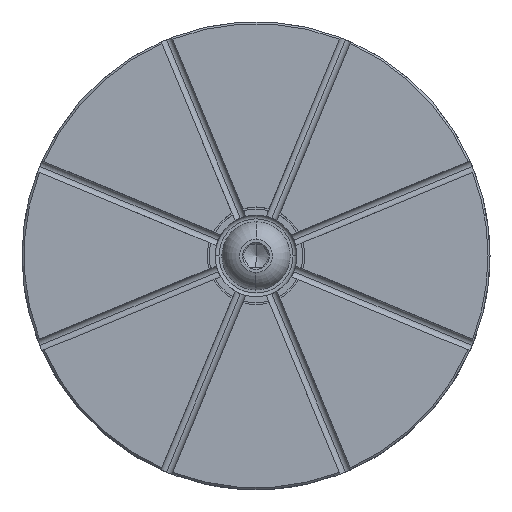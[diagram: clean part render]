
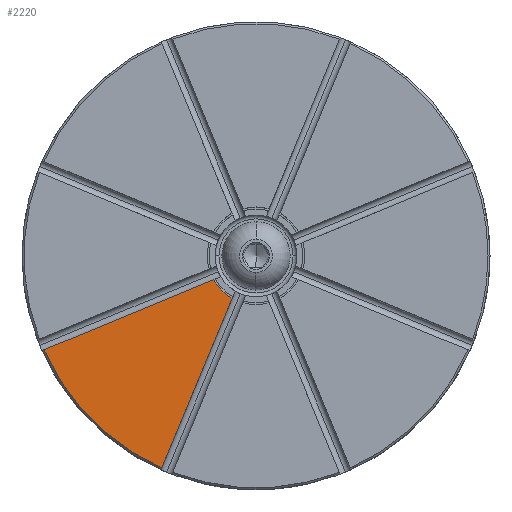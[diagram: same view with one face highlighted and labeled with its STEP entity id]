
A CAD part, top view. The second image highlights one B-rep face of the part: STEP entity #2220.
In plain terms, the highlighted planar face has unit normal (0, 0, 1).
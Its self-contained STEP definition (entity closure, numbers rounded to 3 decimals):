
#9 = AXIS2_PLACEMENT_3D ( 'NONE', #3866, #5103, #4027 ) ;
#433 = PLANE ( 'NONE',  #473 ) ;
#473 = AXIS2_PLACEMENT_3D ( 'NONE', #6507, #4199, #6665 ) ;
#496 = CIRCLE ( 'NONE', #7647, 59.5 ) ;
#521 = VERTEX_POINT ( 'NONE', #2118 ) ;
#535 = VECTOR ( 'NONE', #607, 1000. ) ;
#607 = DIRECTION ( 'NONE',  ( 0.383, 0.924, 0. ) ) ;
#897 = DIRECTION ( 'NONE',  ( 0., 0., 1. ) ) ;
#2118 = CARTESIAN_POINT ( 'NONE',  ( -24.148, -54.379, 40. ) ) ;
#2220 = ADVANCED_FACE ( 'NONE', ( #5358 ), #433, .F. ) ;
#2530 = LINE ( 'NONE', #4379, #535 ) ;
#2698 = CARTESIAN_POINT ( 'NONE',  ( -3.845, -3.216, 40. ) ) ;
#3137 = VERTEX_POINT ( 'NONE', #6680 ) ;
#3439 = CARTESIAN_POINT ( 'NONE',  ( -6.135, -10.891, 40. ) ) ;
#3866 = CARTESIAN_POINT ( 'NONE',  ( 0., 0., 40. ) ) ;
#3900 = DIRECTION ( 'NONE',  ( 0.924, 0.383, 0. ) ) ;
#3910 = EDGE_CURVE ( 'NONE', #3137, #7721, #5652, .T. ) ;
#3926 = EDGE_CURVE ( 'NONE', #3137, #521, #496, .T. ) ;
#4027 = DIRECTION ( 'NONE',  ( -1., 0., 0. ) ) ;
#4170 = ORIENTED_EDGE ( 'NONE', *, *, #7548, .F. ) ;
#4199 = DIRECTION ( 'NONE',  ( 0., 0., -1. ) ) ;
#4379 = CARTESIAN_POINT ( 'NONE',  ( -5.805, -10.095, 40. ) ) ;
#4780 = CARTESIAN_POINT ( 'NONE',  ( -10.891, -6.135, 40. ) ) ;
#4870 = CIRCLE ( 'NONE', #9, 12.5 ) ;
#5103 = DIRECTION ( 'NONE',  ( 0., 0., 1. ) ) ;
#5358 = FACE_OUTER_BOUND ( 'NONE', #5670, .T. ) ;
#5652 = LINE ( 'NONE', #2698, #5981 ) ;
#5670 = EDGE_LOOP ( 'NONE', ( #6030, #7845, #4170, #7071 ) ) ;
#5766 = DIRECTION ( 'NONE',  ( 1., 0., 0. ) ) ;
#5799 = CARTESIAN_POINT ( 'NONE',  ( 0., 0., 40. ) ) ;
#5981 = VECTOR ( 'NONE', #3900, 1000. ) ;
#6030 = ORIENTED_EDGE ( 'NONE', *, *, #3926, .T. ) ;
#6123 = VERTEX_POINT ( 'NONE', #3439 ) ;
#6507 = CARTESIAN_POINT ( 'NONE',  ( 0., -12.5, 40. ) ) ;
#6665 = DIRECTION ( 'NONE',  ( 1., 0., 0. ) ) ;
#6680 = CARTESIAN_POINT ( 'NONE',  ( -54.379, -24.148, 40. ) ) ;
#6811 = EDGE_CURVE ( 'NONE', #521, #6123, #2530, .T. ) ;
#7071 = ORIENTED_EDGE ( 'NONE', *, *, #3910, .F. ) ;
#7548 = EDGE_CURVE ( 'NONE', #7721, #6123, #4870, .T. ) ;
#7647 = AXIS2_PLACEMENT_3D ( 'NONE', #5799, #897, #5766 ) ;
#7721 = VERTEX_POINT ( 'NONE', #4780 ) ;
#7845 = ORIENTED_EDGE ( 'NONE', *, *, #6811, .T. ) ;
